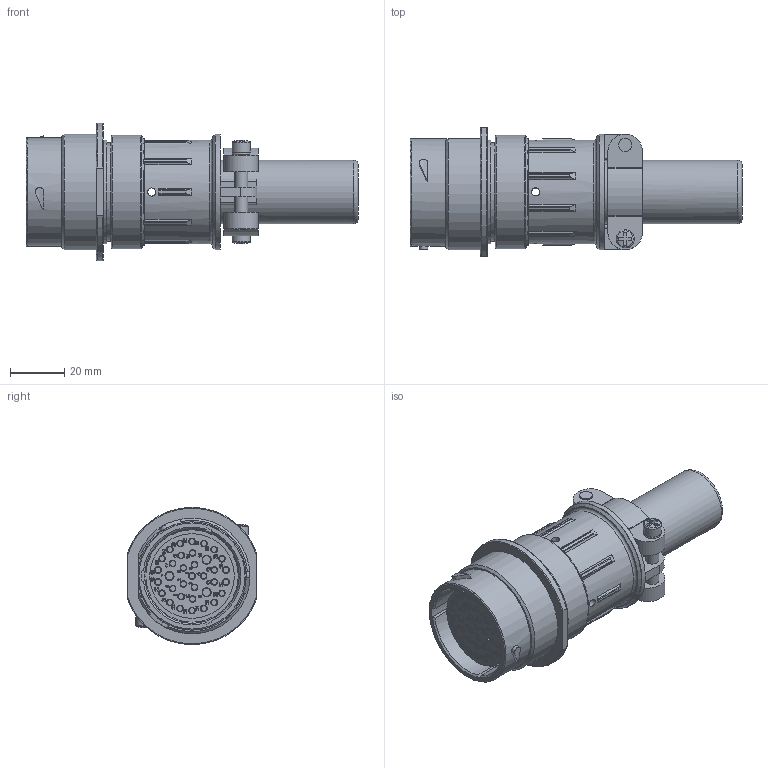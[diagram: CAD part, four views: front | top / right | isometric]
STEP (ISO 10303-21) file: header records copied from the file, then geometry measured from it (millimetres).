
FILE_DESCRIPTION(/* description */ ('STEP AP214'),/* implementation_level */ '2;1');
FILE_NAME(/* name */ 'AHDM04-24-35SR-059',/* time_stamp */ '2023-01-30T07:58:21+01:00',/* author */ ('License CC BY-ND 4.0'),/* organization */ ('CADENAS'),/* preprocessor_version */ 'ST-DEVELOPER v18.102',/* originating_system */ 'PARTsolutions',/* authorisation */ ' ');
FILE_SCHEMA (('AUTOMOTIVE_DESIGN {1 0 10303 214 3 1 1}'));
Length unit declared in the file: millimetre
Products named in the file (3): AHDM04-24-35SR-059; AHDMBS-24-059; AHDM04-24-35SR
Assembly tree (2 placements, depth 2):
  AHDM04-24-35SR-059
    AHDMBS-24-059
    AHDM04-24-35SR
Bounding box: 122.9 x 47.6 x 50.8 mm (x, y, z)
Volume: 99414 mm3; surface area: 32218 mm2
Topology: 3 solids, 3 shells, 1773 faces, 4314 edges, 2839 vertices
Faces by surface type: plane 1134, cylinder 482, torus 97, cone 58, sphere 2
Full cylindrical faces by diameter (mm): 0.165 x2, 0.195 x1, 0.255 x3, 0.275 x2, 0.3 x3, 0.325 x1, 0.425 x3, 0.48 x3, 2.05 x32, 2.95 x3, 3 x4, 3.15 x32, 4.3 x3, 4.8 x8, 6.7 x2, 15.9 x1, 23.55 x1, 31.3 x1, 31.8 x1, 34.9 x1, 35 x2, 36.344 x1, 36.376 x1, 36.744 x1, 38.2 x1, 38.3 x1, 42 x1, 42.8 x1
Entity records: 63153 total; most frequent: CARTESIAN_POINT 9075, DIRECTION 8706, ORIENTED_EDGE 8082, EDGE_CURVE 4041, AXIS2_PLACEMENT_3D 2989, VERTEX_POINT 2816, LINE 2728, VECTOR 2728
